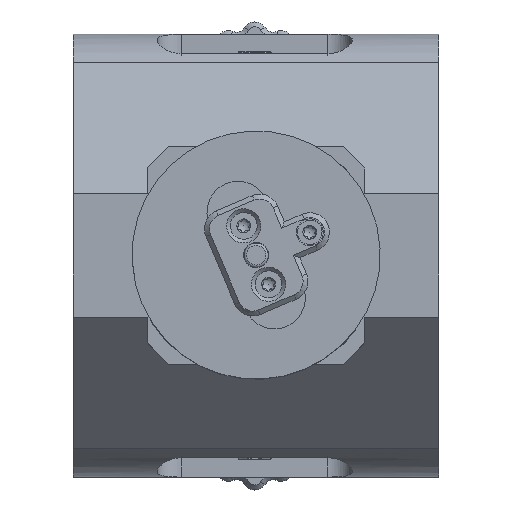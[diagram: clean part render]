
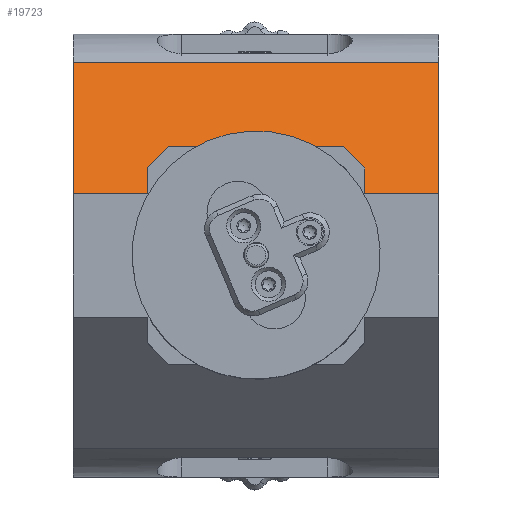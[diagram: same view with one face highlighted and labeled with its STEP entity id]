
A CAD part, top view. The second image highlights one B-rep face of the part: STEP entity #19723.
In plain terms, the highlighted planar face has unit normal (0, 0.707, 0.707).
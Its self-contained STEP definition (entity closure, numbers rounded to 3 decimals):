
#1869=PLANE('',#21632);
#3014=FACE_OUTER_BOUND('',#4254,.T.);
#4254=EDGE_LOOP('',(#18375,#18376,#18377,#18378,#18379,#18380,#18381,#18382,
#18383,#18384));
#5614=LINE('',#45141,#7213);
#5668=LINE('',#45355,#7267);
#5671=LINE('',#45361,#7270);
#5676=LINE('',#45370,#7275);
#5677=LINE('',#45373,#7276);
#5680=LINE('',#45379,#7279);
#5686=LINE('',#45392,#7285);
#5695=LINE('',#45408,#7294);
#5847=LINE('',#45962,#7446);
#5853=LINE('',#45971,#7452);
#7213=VECTOR('',#26238,10.);
#7267=VECTOR('',#26372,10.);
#7270=VECTOR('',#26377,10.);
#7275=VECTOR('',#26384,10.);
#7276=VECTOR('',#26387,10.);
#7279=VECTOR('',#26392,10.);
#7285=VECTOR('',#26402,10.);
#7294=VECTOR('',#26411,10.);
#7446=VECTOR('',#26751,10.);
#7452=VECTOR('',#26761,10.);
#9632=VERTEX_POINT('',#45137);
#9633=VERTEX_POINT('',#45139);
#9680=VERTEX_POINT('',#45353);
#9681=VERTEX_POINT('',#45354);
#9683=VERTEX_POINT('',#45360);
#9686=VERTEX_POINT('',#45367);
#9687=VERTEX_POINT('',#45372);
#9689=VERTEX_POINT('',#45378);
#9694=VERTEX_POINT('',#45391);
#9701=VERTEX_POINT('',#45406);
#12375=EDGE_CURVE('',#9632,#9633,#5614,.T.);
#12447=EDGE_CURVE('',#9680,#9681,#5668,.T.);
#12450=EDGE_CURVE('',#9681,#9683,#5671,.T.);
#12455=EDGE_CURVE('',#9683,#9686,#5676,.T.);
#12456=EDGE_CURVE('',#9686,#9687,#5677,.T.);
#12459=EDGE_CURVE('',#9687,#9689,#5680,.T.);
#12465=EDGE_CURVE('',#9694,#9689,#5686,.F.);
#12474=EDGE_CURVE('',#9680,#9701,#5695,.F.);
#12696=EDGE_CURVE('',#9632,#9701,#5847,.T.);
#12702=EDGE_CURVE('',#9633,#9694,#5853,.T.);
#18375=ORIENTED_EDGE('',*,*,#12702,.T.);
#18376=ORIENTED_EDGE('',*,*,#12465,.T.);
#18377=ORIENTED_EDGE('',*,*,#12459,.F.);
#18378=ORIENTED_EDGE('',*,*,#12456,.F.);
#18379=ORIENTED_EDGE('',*,*,#12455,.F.);
#18380=ORIENTED_EDGE('',*,*,#12450,.F.);
#18381=ORIENTED_EDGE('',*,*,#12447,.F.);
#18382=ORIENTED_EDGE('',*,*,#12474,.T.);
#18383=ORIENTED_EDGE('',*,*,#12696,.F.);
#18384=ORIENTED_EDGE('',*,*,#12375,.T.);
#19723=ADVANCED_FACE('',(#3014),#1869,.T.);
#21632=AXIS2_PLACEMENT_3D('',#45970,#26759,#26760);
#26238=DIRECTION('',(-1.,0.,0.));
#26372=DIRECTION('',(0.,0.707,-0.707));
#26377=DIRECTION('',(-0.577,0.577,-0.577));
#26384=DIRECTION('',(-1.,0.,0.));
#26387=DIRECTION('',(-0.577,-0.577,0.577));
#26392=DIRECTION('',(0.,-0.707,0.707));
#26402=DIRECTION('',(-1.,0.,0.));
#26411=DIRECTION('',(-1.,0.,0.));
#26751=DIRECTION('',(0.,-0.707,0.707));
#26759=DIRECTION('center_axis',(0.,0.707,0.707));
#26760=DIRECTION('ref_axis',(1.,0.,0.));
#26761=DIRECTION('',(0.,-0.707,0.707));
#45137=CARTESIAN_POINT('',(1243.965,902.297,19.733));
#45139=CARTESIAN_POINT('',(1169.035,902.297,19.733));
#45141=CARTESIAN_POINT('',(1183.323,902.297,19.733));
#45353=CARTESIAN_POINT('',(1228.795,875.374,46.655));
#45354=CARTESIAN_POINT('',(1228.795,880.658,41.371));
#45355=CARTESIAN_POINT('',(1228.795,891.32,30.71));
#45360=CARTESIAN_POINT('',(1224.459,884.994,37.036));
#45361=CARTESIAN_POINT('',(1223.458,885.995,36.035));
#45367=CARTESIAN_POINT('',(1188.631,884.994,37.036));
#45370=CARTESIAN_POINT('',(1218.362,884.994,37.036));
#45372=CARTESIAN_POINT('',(1184.295,880.658,41.371));
#45373=CARTESIAN_POINT('',(1202.036,898.399,23.631));
#45378=CARTESIAN_POINT('',(1184.295,875.374,46.655));
#45379=CARTESIAN_POINT('',(1184.295,882.363,39.667));
#45391=CARTESIAN_POINT('',(1169.035,875.374,46.655));
#45392=CARTESIAN_POINT('',(1237.139,875.374,46.655));
#45406=CARTESIAN_POINT('',(1243.965,875.374,46.655));
#45408=CARTESIAN_POINT('',(1237.139,875.374,46.655));
#45962=CARTESIAN_POINT('',(1243.965,904.623,17.406));
#45970=CARTESIAN_POINT('Origin',(1248.093,900.654,21.375));
#45971=CARTESIAN_POINT('',(1169.035,881.919,40.11));
